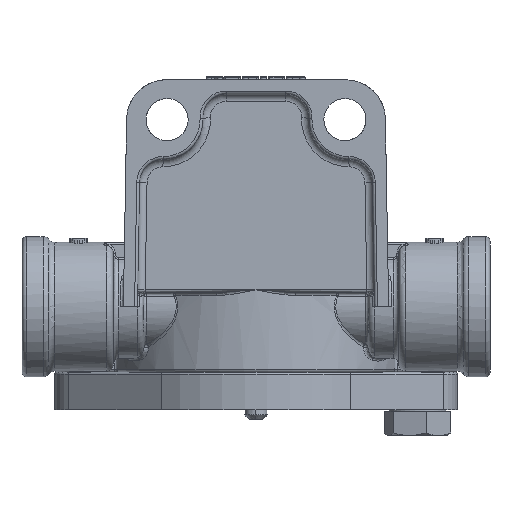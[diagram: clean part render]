
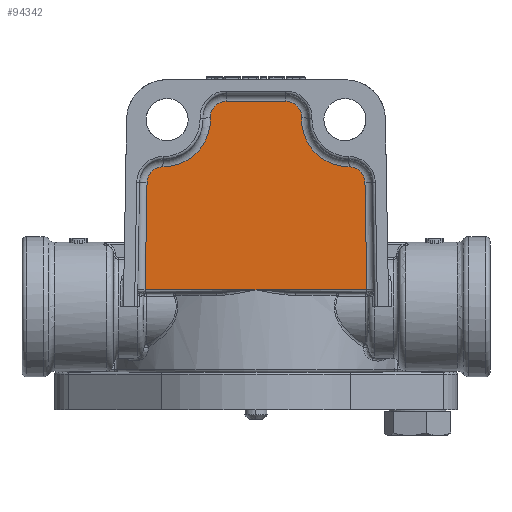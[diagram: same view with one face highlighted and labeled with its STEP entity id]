
A CAD part, front view. The second image highlights one B-rep face of the part: STEP entity #94342.
In plain terms, the highlighted planar face has unit normal (0, -1, 0).
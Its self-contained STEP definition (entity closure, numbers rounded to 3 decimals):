
#21928=DIRECTION('',(-1.,0.,0.));
#21929=VECTOR('',#21928,23.683);
#21930=CARTESIAN_POINT('',(50.,-31.,-30.902));
#21931=LINE('',#21930,#21929);
#21932=DIRECTION('',(0.017,0.,1.));
#21933=VECTOR('',#21932,22.965);
#21934=CARTESIAN_POINT('',(26.317,-31.,
-30.902));
#21935=LINE('',#21934,#21933);
#21936=CARTESIAN_POINT('',(30.117,-31.,-8.));
#21937=DIRECTION('',(0.,1.,0.));
#21938=DIRECTION('',(-1.,0.,0.017));
#21939=AXIS2_PLACEMENT_3D('',#21936,#21937,#21938);
#21941=CARTESIAN_POINT('',(30.153,-31.,5.5));
#21942=DIRECTION('',(0.,-1.,0.));
#21943=DIRECTION('',(-0.003,0.,-1.));
#21944=AXIS2_PLACEMENT_3D('',#21941,#21942,#21943);
#21946=CARTESIAN_POINT('',(43.644,-31.,6.));
#21947=DIRECTION('',(0.,1.,0.));
#21948=DIRECTION('',(-0.999,0.,-0.037));
#21949=AXIS2_PLACEMENT_3D('',#21946,#21947,#21948);
#21951=CARTESIAN_POINT('',(56.356,-31.,6.));
#21952=DIRECTION('',(0.,1.,0.));
#21953=DIRECTION('',(0.,0.,1.));
#21954=AXIS2_PLACEMENT_3D('',#21951,#21952,#21953);
#21956=CARTESIAN_POINT('',(69.847,-31.,5.5));
#21957=DIRECTION('',(0.,-1.,0.));
#21958=DIRECTION('',(-0.999,0.,0.037));
#21959=AXIS2_PLACEMENT_3D('',#21956,#21957,#21958);
#21961=CARTESIAN_POINT('',(69.883,-31.,-8.));
#21962=DIRECTION('',(0.,1.,0.));
#21963=DIRECTION('',(-0.003,0.,1.));
#21964=AXIS2_PLACEMENT_3D('',#21961,#21962,#21963);
#21966=DIRECTION('',(0.017,0.,-1.));
#21967=VECTOR('',#21966,22.965);
#21968=CARTESIAN_POINT('',(73.282,-31.,-7.941));
#21969=LINE('',#21968,#21967);
#21970=DIRECTION('',(-1.,0.,0.));
#21971=VECTOR('',#21970,23.683);
#21972=CARTESIAN_POINT('',(73.683,-31.,
-30.902));
#21973=LINE('',#21972,#21971);
#21992=CARTESIAN_POINT('',(50.,-31.,-30.902));
#24836=CARTESIAN_POINT('',(73.683,-31.,
-30.902));
#24878=DIRECTION('',(-1.,0.,0.));
#24879=VECTOR('',#24878,12.712);
#24880=CARTESIAN_POINT('',(56.356,-31.,9.4));
#24881=LINE('',#24880,#24879);
#44409=VERTEX_POINT('',#21992);
#44646=VERTEX_POINT('',#24836);
#44647=CARTESIAN_POINT('',(73.282,-31.,-7.941));
#44648=VERTEX_POINT('',#44647);
#44649=CARTESIAN_POINT('',(26.317,-31.,-30.902));
#44650=VERTEX_POINT('',#44649);
#44651=CARTESIAN_POINT('',(26.718,-31.,-7.941));
#44652=VERTEX_POINT('',#44651);
#44653=CARTESIAN_POINT('',(30.126,-31.,-4.6));
#44654=VERTEX_POINT('',#44653);
#44655=CARTESIAN_POINT('',(40.246,-31.,5.874));
#44656=VERTEX_POINT('',#44655);
#44657=CARTESIAN_POINT('',(43.644,-31.,9.4));
#44658=VERTEX_POINT('',#44657);
#44659=CARTESIAN_POINT('',(56.356,-31.,9.4));
#44660=VERTEX_POINT('',#44659);
#44661=CARTESIAN_POINT('',(59.753,-31.,5.874));
#44662=VERTEX_POINT('',#44661);
#44663=CARTESIAN_POINT('',(69.874,-31.,-4.6));
#44664=VERTEX_POINT('',#44663);
#94314=CARTESIAN_POINT('',(50.,-31.,-10.751));
#94315=DIRECTION('',(0.,1.,0.));
#94316=DIRECTION('',(1.,0.,0.));
#94317=AXIS2_PLACEMENT_3D('',#94314,#94315,#94316);
#94318=PLANE('',#94317);
#94320=ORIENTED_EDGE('',*,*,#94319,.T.);
#94322=ORIENTED_EDGE('',*,*,#94321,.T.);
#94324=ORIENTED_EDGE('',*,*,#94323,.T.);
#94326=ORIENTED_EDGE('',*,*,#94325,.T.);
#94328=ORIENTED_EDGE('',*,*,#94327,.T.);
#94330=ORIENTED_EDGE('',*,*,#94329,.F.);
#94332=ORIENTED_EDGE('',*,*,#94331,.T.);
#94334=ORIENTED_EDGE('',*,*,#94333,.T.);
#94336=ORIENTED_EDGE('',*,*,#94335,.T.);
#94338=ORIENTED_EDGE('',*,*,#94337,.T.);
#94339=ORIENTED_EDGE('',*,*,#94299,.T.);
#94340=EDGE_LOOP('',(#94320,#94322,#94324,#94326,#94328,#94330,#94332,#94334,
#94336,#94338,#94339));
#94341=FACE_OUTER_BOUND('',#94340,.F.);
#21940=CIRCLE('',#21939,3.4);
#21945=CIRCLE('',#21944,10.1);
#21950=CIRCLE('',#21949,3.4);
#21955=CIRCLE('',#21954,3.4);
#21960=CIRCLE('',#21959,10.1);
#21965=CIRCLE('',#21964,3.4);
#94299=EDGE_CURVE('',#44646,#44409,#21973,.T.);
#94319=EDGE_CURVE('',#44409,#44650,#21931,.T.);
#94321=EDGE_CURVE('',#44650,#44652,#21935,.T.);
#94323=EDGE_CURVE('',#44652,#44654,#21940,.T.);
#94325=EDGE_CURVE('',#44654,#44656,#21945,.T.);
#94327=EDGE_CURVE('',#44656,#44658,#21950,.T.);
#94329=EDGE_CURVE('',#44660,#44658,#24881,.T.);
#94331=EDGE_CURVE('',#44660,#44662,#21955,.T.);
#94333=EDGE_CURVE('',#44662,#44664,#21960,.T.);
#94335=EDGE_CURVE('',#44664,#44648,#21965,.T.);
#94337=EDGE_CURVE('',#44648,#44646,#21969,.T.);
#94342=ADVANCED_FACE('',(#94341),#94318,.F.);
